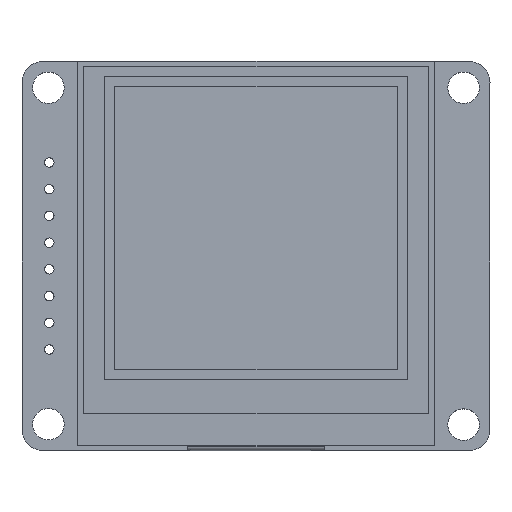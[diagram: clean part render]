
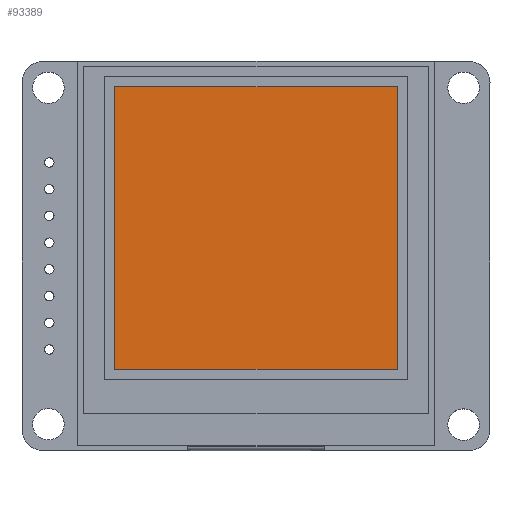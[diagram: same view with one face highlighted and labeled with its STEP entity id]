
A CAD part, top view. The second image highlights one B-rep face of the part: STEP entity #93389.
In plain terms, the highlighted planar face has unit normal (0, 0, 1).
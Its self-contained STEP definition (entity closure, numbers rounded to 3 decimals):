
#92666=DIRECTION('',(1.,0.,0.));
#92667=VECTOR('',#92666,26.855);
#92668=CARTESIAN_POINT('',(-13.428,13.428,1.4));
#92669=LINE('',#92668,#92667);
#92673=DIRECTION('',(0.,1.,0.));
#92674=VECTOR('',#92673,26.855);
#92675=CARTESIAN_POINT('',(13.428,-13.428,1.4));
#92676=LINE('',#92675,#92674);
#92680=DIRECTION('',(1.,0.,0.));
#92681=VECTOR('',#92680,26.855);
#92682=CARTESIAN_POINT('',(-13.428,-13.428,1.4));
#92683=LINE('',#92682,#92681);
#92687=DIRECTION('',(0.,1.,0.));
#92688=VECTOR('',#92687,26.855);
#92689=CARTESIAN_POINT('',(-13.428,-13.428,1.4));
#92690=LINE('',#92689,#92688);
#92783=CARTESIAN_POINT('',(-13.428,13.428,1.4));
#92784=CARTESIAN_POINT('',(13.428,13.428,1.4));
#92785=VERTEX_POINT('',#92783);
#92786=VERTEX_POINT('',#92784);
#92787=CARTESIAN_POINT('',(13.428,-13.428,1.4));
#92788=VERTEX_POINT('',#92787);
#92789=CARTESIAN_POINT('',(-13.428,-13.428,1.4));
#92790=VERTEX_POINT('',#92789);
#93375=CARTESIAN_POINT('',(0.,0.,1.4));
#93376=DIRECTION('',(0.,0.,1.));
#93377=DIRECTION('',(1.,0.,0.));
#93378=AXIS2_PLACEMENT_3D('',#93375,#93376,#93377);
#93379=PLANE('',#93378);
#93380=ORIENTED_EDGE('',*,*,#93365,.T.);
#93382=ORIENTED_EDGE('',*,*,#93381,.F.);
#93384=ORIENTED_EDGE('',*,*,#93383,.F.);
#93386=ORIENTED_EDGE('',*,*,#93385,.T.);
#93387=EDGE_LOOP('',(#93380,#93382,#93384,#93386));
#93388=FACE_OUTER_BOUND('',#93387,.F.);
#93389=ADVANCED_FACE('',(#93388),#93379,.T.);
#93365=EDGE_CURVE('',#92785,#92786,#92669,.T.);
#93381=EDGE_CURVE('',#92788,#92786,#92676,.T.);
#93383=EDGE_CURVE('',#92790,#92788,#92683,.T.);
#93385=EDGE_CURVE('',#92790,#92785,#92690,.T.);
